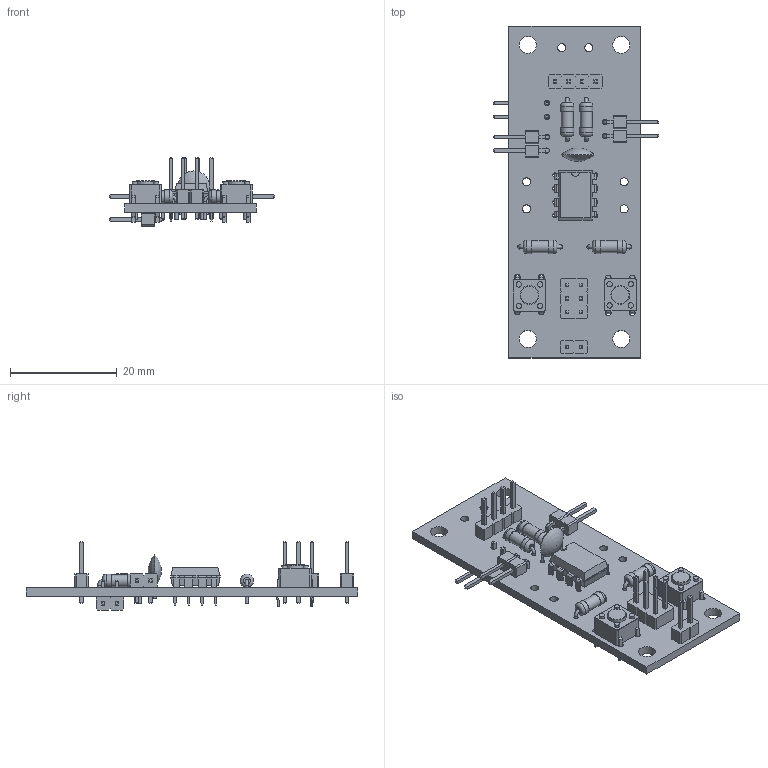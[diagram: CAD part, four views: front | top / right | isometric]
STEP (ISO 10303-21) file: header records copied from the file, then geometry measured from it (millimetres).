
FILE_DESCRIPTION(('KiCad electronic assembly'),'2;1');
FILE_NAME('Clock PCB.step','2020-10-07T16:29:29',('An Author'),( 'A Company'),'Open CASCADE STEP processor 6.9', 'KiCad to STEP converter','Unknown');
FILE_SCHEMA(('AUTOMOTIVE_DESIGN { 1 0 10303 214 1 1 1 1 }'));
Length unit declared in the file: millimetre
Products named in the file (18): Open CASCADE STEP translator 6.9 1; PinHeader_1x02_P2.54mm_Horizontal; SOLID; DIP-8_W7.62mm; SW_PUSH_6mm_H4.3mm; R_Axial_DIN0207_L6.3mm_D2.5mm_P7.62mm_Horizontal; PinHeader_1x04_P2.54mm_Vertical; PinHeader_1x02_P2.54mm_Vertical; PinHeader_2x03_P2.54mm_Vertical; C_Disc_D6.0mm_W2.5mm_P5.00mm; COMPOUND
Assembly tree (23 placements, depth 3):
  Open CASCADE STEP translator 6.9 1
    PinHeader_1x02_P2.54mm_Horizontal  x3
      SOLID
    DIP-8_W7.62mm
      SOLID
    SW_PUSH_6mm_H4.3mm  x2
      SOLID
    R_Axial_DIN0207_L6.3mm_D2.5mm_P7.62mm_Horizontal  x4
      SOLID
    PinHeader_1x04_P2.54mm_Vertical
      SOLID
    PinHeader_1x02_P2.54mm_Vertical
      SOLID
    PinHeader_2x03_P2.54mm_Vertical
      SOLID
    C_Disc_D6.0mm_W2.5mm_P5.00mm
      SOLID
    COMPOUND
Bounding box: 31 x 62.23 x 12.78 mm (x, y, z)
Volume: 3321.6 mm3; surface area: 5537.4 mm2
Topology: 15 solids, 15 shells, 946 faces, 2327 edges, 1471 vertices
Faces by surface type: plane 719, cylinder 185, bspline 20, torus 18, revolution 2, sphere 2
Full cylindrical faces by diameter (mm): 0.5 x2, 0.6 x8, 0.8 x18, 1 x26, 1.1 x8, 1.52 x6, 2.25 x4, 2.5 x8, 3.2 x4, 3.5 x2
Entity records: 51740 total; most frequent: CARTESIAN_POINT 12503, DIRECTION 6453, LINE 4498, VECTOR 4498, ORIENTED_EDGE 3398, PCURVE 3398, DEFINITIONAL_REPRESENTATION 3398, EDGE_CURVE 1699
